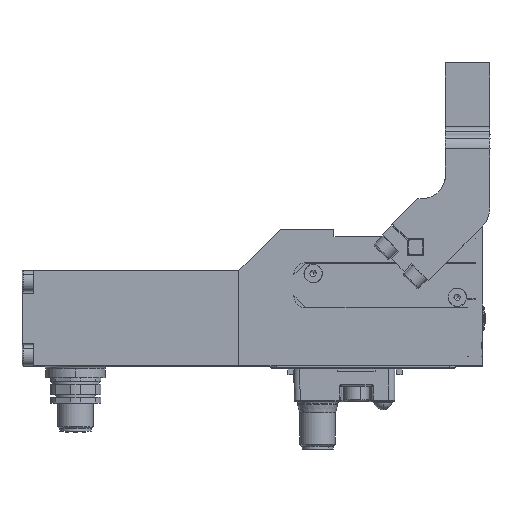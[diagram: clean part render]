
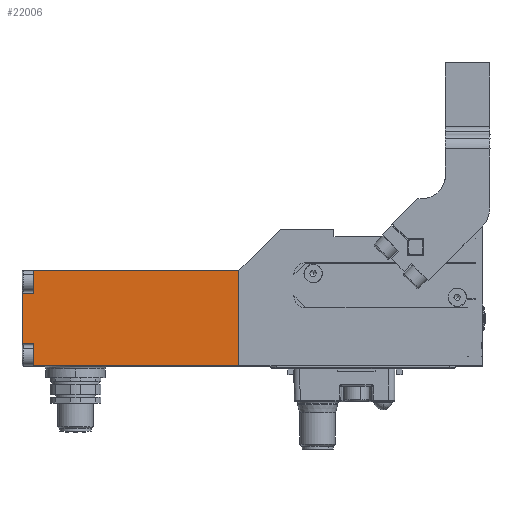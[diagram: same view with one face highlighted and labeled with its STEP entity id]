
A CAD part, top view. The second image highlights one B-rep face of the part: STEP entity #22006.
In plain terms, the highlighted planar face has unit normal (0, 0, 1).
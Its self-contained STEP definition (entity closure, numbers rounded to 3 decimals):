
#21378=CARTESIAN_POINT('Vertex',(-59.5,-8.,13.)) ;
#21381=CARTESIAN_POINT('Line Origine',(-59.5,-24.,13.)) ;
#21385=CARTESIAN_POINT('Vertex',(-59.5,-40.,13.)) ;
#21690=CARTESIAN_POINT('Line Origine',(-94.,-8.,13.)) ;
#21694=CARTESIAN_POINT('Vertex',(-128.5,-8.,13.)) ;
#21841=CARTESIAN_POINT('Line Origine',(-94.,-40.,13.)) ;
#21845=CARTESIAN_POINT('Vertex',(-128.5,-40.,13.)) ;
#21942=CARTESIAN_POINT('Axis2P3D Location',(-63.5,-8.,13.)) ;
#21947=CARTESIAN_POINT('Line Origine',(-128.5,-9.75,13.)) ;
#21951=CARTESIAN_POINT('Vertex',(-128.5,-11.5,13.)) ;
#21954=CARTESIAN_POINT('Line Origine',(-128.5,-13.5,13.)) ;
#21958=CARTESIAN_POINT('Vertex',(-128.5,-15.5,13.)) ;
#21961=CARTESIAN_POINT('Line Origine',(-130.5,-15.5,13.)) ;
#21965=CARTESIAN_POINT('Vertex',(-132.5,-15.5,13.)) ;
#21968=CARTESIAN_POINT('Line Origine',(-132.5,-24.,13.)) ;
#21972=CARTESIAN_POINT('Vertex',(-132.5,-32.5,13.)) ;
#21975=CARTESIAN_POINT('Line Origine',(-130.5,-32.5,13.)) ;
#21979=CARTESIAN_POINT('Vertex',(-128.5,-32.5,13.)) ;
#21982=CARTESIAN_POINT('Line Origine',(-128.5,-34.5,13.)) ;
#21986=CARTESIAN_POINT('Vertex',(-128.5,-36.5,13.)) ;
#21989=CARTESIAN_POINT('Line Origine',(-128.5,-38.25,13.)) ;
#21382=DIRECTION('Vector Direction',(0.,-1.,0.)) ;
#21691=DIRECTION('Vector Direction',(-1.,0.,0.)) ;
#21842=DIRECTION('Vector Direction',(-1.,0.,0.)) ;
#21943=DIRECTION('Axis2P3D Direction',(0.,0.,1.)) ;
#21944=DIRECTION('Axis2P3D XDirection',(0.,-1.,0.)) ;
#21948=DIRECTION('Vector Direction',(0.,-1.,0.)) ;
#21955=DIRECTION('Vector Direction',(0.,-1.,0.)) ;
#21962=DIRECTION('Vector Direction',(-1.,0.,0.)) ;
#21969=DIRECTION('Vector Direction',(0.,1.,0.)) ;
#21976=DIRECTION('Vector Direction',(1.,0.,0.)) ;
#21983=DIRECTION('Vector Direction',(0.,-1.,0.)) ;
#21990=DIRECTION('Vector Direction',(0.,-1.,0.)) ;
#21945=AXIS2_PLACEMENT_3D('Plane Axis2P3D',#21942,#21943,#21944) ;
#21995=ORIENTED_EDGE('',*,*,#21847,.F.) ;
#21996=ORIENTED_EDGE('',*,*,#21387,.F.) ;
#21997=ORIENTED_EDGE('',*,*,#21696,.T.) ;
#21998=ORIENTED_EDGE('',*,*,#21953,.T.) ;
#21999=ORIENTED_EDGE('',*,*,#21960,.T.) ;
#22000=ORIENTED_EDGE('',*,*,#21967,.T.) ;
#22001=ORIENTED_EDGE('',*,*,#21974,.F.) ;
#22002=ORIENTED_EDGE('',*,*,#21981,.T.) ;
#22003=ORIENTED_EDGE('',*,*,#21988,.T.) ;
#22004=ORIENTED_EDGE('',*,*,#21993,.T.) ;
#21383=VECTOR('Line Direction',#21382,1.) ;
#21692=VECTOR('Line Direction',#21691,1.) ;
#21843=VECTOR('Line Direction',#21842,1.) ;
#21949=VECTOR('Line Direction',#21948,1.) ;
#21956=VECTOR('Line Direction',#21955,1.) ;
#21963=VECTOR('Line Direction',#21962,1.) ;
#21970=VECTOR('Line Direction',#21969,1.) ;
#21977=VECTOR('Line Direction',#21976,1.) ;
#21984=VECTOR('Line Direction',#21983,1.) ;
#21991=VECTOR('Line Direction',#21990,1.) ;
#22006=ADVANCED_FACE('Antrieb',(#22005),#21946,.T.) ;
#21387=EDGE_CURVE('',#21379,#21386,#21384,.T.) ;
#21696=EDGE_CURVE('',#21379,#21695,#21693,.T.) ;
#21847=EDGE_CURVE('',#21386,#21846,#21844,.T.) ;
#21953=EDGE_CURVE('',#21695,#21952,#21950,.T.) ;
#21960=EDGE_CURVE('',#21952,#21959,#21957,.T.) ;
#21967=EDGE_CURVE('',#21959,#21966,#21964,.T.) ;
#21974=EDGE_CURVE('',#21973,#21966,#21971,.T.) ;
#21981=EDGE_CURVE('',#21973,#21980,#21978,.T.) ;
#21988=EDGE_CURVE('',#21980,#21987,#21985,.T.) ;
#21993=EDGE_CURVE('',#21987,#21846,#21992,.T.) ;
#21994=EDGE_LOOP('',(#21995,#21996,#21997,#21998,#21999,#22000,#22001,#22002,#22003,#22004)) ;
#22005=FACE_OUTER_BOUND('',#21994,.T.) ;
#21384=LINE('Line',#21381,#21383) ;
#21693=LINE('Line',#21690,#21692) ;
#21844=LINE('Line',#21841,#21843) ;
#21950=LINE('Line',#21947,#21949) ;
#21957=LINE('Line',#21954,#21956) ;
#21964=LINE('Line',#21961,#21963) ;
#21971=LINE('Line',#21968,#21970) ;
#21978=LINE('Line',#21975,#21977) ;
#21985=LINE('Line',#21982,#21984) ;
#21992=LINE('Line',#21989,#21991) ;
#21946=PLANE('',#21945) ;
#21379=VERTEX_POINT('',#21378) ;
#21386=VERTEX_POINT('',#21385) ;
#21695=VERTEX_POINT('',#21694) ;
#21846=VERTEX_POINT('',#21845) ;
#21952=VERTEX_POINT('',#21951) ;
#21959=VERTEX_POINT('',#21958) ;
#21966=VERTEX_POINT('',#21965) ;
#21973=VERTEX_POINT('',#21972) ;
#21980=VERTEX_POINT('',#21979) ;
#21987=VERTEX_POINT('',#21986) ;
